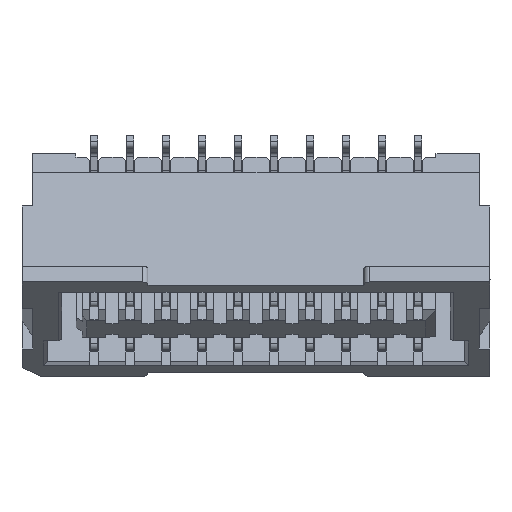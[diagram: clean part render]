
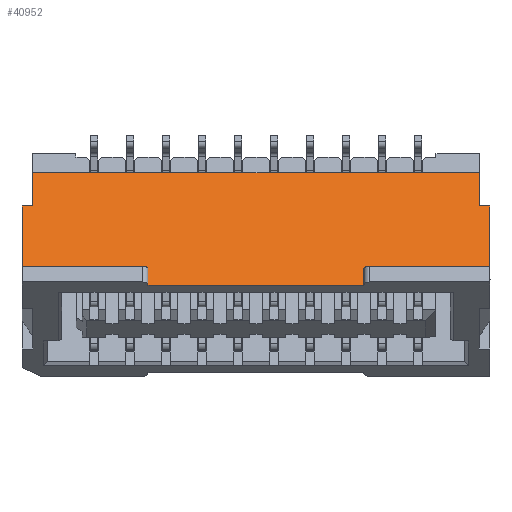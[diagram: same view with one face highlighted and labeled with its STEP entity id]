
A CAD part, left-side view. The second image highlights one B-rep face of the part: STEP entity #40952.
In plain terms, the highlighted planar face has unit normal (-0.882, 0, 0.471).
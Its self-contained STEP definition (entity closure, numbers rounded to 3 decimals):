
#396 = CARTESIAN_POINT ( 'NONE',  ( 4.924, -2.19, 0.639 ) ) ;
#481 = DIRECTION ( 'NONE',  ( -0.471, 0., -0.882 ) ) ;
#529 = VECTOR ( 'NONE', #61459, 1000. ) ;
#1066 = CARTESIAN_POINT ( 'NONE',  ( 3.982, 1., -1.125 ) ) ;
#2465 = DIRECTION ( 'NONE',  ( 0., -1., 0. ) ) ;
#2606 = CARTESIAN_POINT ( 'NONE',  ( 5.453, 2.6, 1.627 ) ) ;
#3174 = VERTEX_POINT ( 'NONE', #10325 ) ;
#3182 = VERTEX_POINT ( 'NONE', #1066 ) ;
#3248 = VECTOR ( 'NONE', #35182, 1000. ) ;
#3458 = ORIENTED_EDGE ( 'NONE', *, *, #40700, .F. ) ;
#3850 = CARTESIAN_POINT ( 'NONE',  ( 3.982, 7., -1.125 ) ) ;
#4651 = ORIENTED_EDGE ( 'NONE', *, *, #22898, .F. ) ;
#4666 = CARTESIAN_POINT ( 'NONE',  ( 3.982, 1., -1.125 ) ) ;
#5621 = ORIENTED_EDGE ( 'NONE', *, *, #20482, .F. ) ;
#6243 = DIRECTION ( 'NONE',  ( 0., -1., 0. ) ) ;
#7273 = DIRECTION ( 'NONE',  ( 0., -1., 0. ) ) ;
#7295 = ORIENTED_EDGE ( 'NONE', *, *, #42184, .F. ) ;
#7820 = ORIENTED_EDGE ( 'NONE', *, *, #47316, .F. ) ;
#8867 = CARTESIAN_POINT ( 'NONE',  ( 3.706, -2.2, -1.641 ) ) ;
#9559 = VERTEX_POINT ( 'NONE', #56614 ) ;
#10325 = CARTESIAN_POINT ( 'NONE',  ( 3.982, -2.5, -1.125 ) ) ;
#18019 = CARTESIAN_POINT ( 'NONE',  ( 3.746, 7., -1.566 ) ) ;
#18074 = LINE ( 'NONE', #42538, #61099 ) ;
#19057 = CARTESIAN_POINT ( 'NONE',  ( 3.706, 10.2, -1.641 ) ) ;
#19379 = ORIENTED_EDGE ( 'NONE', *, *, #63806, .F. ) ;
#19804 = CARTESIAN_POINT ( 'NONE',  ( 3.982, 10.5, -1.125 ) ) ;
#20482 = EDGE_CURVE ( 'NONE', #44279, #9559, #38343, .T. ) ;
#20813 = CARTESIAN_POINT ( 'NONE',  ( 4.924, 10.5, 0.639 ) ) ;
#22022 = ORIENTED_EDGE ( 'NONE', *, *, #35653, .T. ) ;
#22304 = AXIS2_PLACEMENT_3D ( 'NONE', #2606, #26197, #7273 ) ;
#22473 = LINE ( 'NONE', #27541, #23440 ) ;
#22835 = FACE_OUTER_BOUND ( 'NONE', #61999, .T. ) ;
#22898 = EDGE_CURVE ( 'NONE', #27121, #48810, #18074, .T. ) ;
#23440 = VECTOR ( 'NONE', #31759, 1000. ) ;
#24317 = CARTESIAN_POINT ( 'NONE',  ( 3.746, 1., -1.566 ) ) ;
#26022 = CARTESIAN_POINT ( 'NONE',  ( 4.924, 10.19, 0.639 ) ) ;
#26197 = DIRECTION ( 'NONE',  ( 0.882, 0., -0.471 ) ) ;
#26899 = LINE ( 'NONE', #19057, #48086 ) ;
#26970 = ORIENTED_EDGE ( 'NONE', *, *, #41679, .F. ) ;
#27006 = EDGE_CURVE ( 'NONE', #50083, #44279, #33447, .T. ) ;
#27121 = VERTEX_POINT ( 'NONE', #19804 ) ;
#27163 = DIRECTION ( 'NONE',  ( 0., 1., 0. ) ) ;
#27541 = CARTESIAN_POINT ( 'NONE',  ( 3.982, 7., -1.125 ) ) ;
#28441 = LINE ( 'NONE', #4666, #29190 ) ;
#29190 = VECTOR ( 'NONE', #481, 1000. ) ;
#31524 = LINE ( 'NONE', #51625, #52596 ) ;
#31759 = DIRECTION ( 'NONE',  ( -0.471, 0., -0.882 ) ) ;
#32028 = EDGE_CURVE ( 'NONE', #50407, #49819, #22473, .T. ) ;
#32152 = LINE ( 'NONE', #36117, #53990 ) ;
#32176 = EDGE_CURVE ( 'NONE', #9559, #3174, #47356, .T. ) ;
#33447 = LINE ( 'NONE', #8867, #54099 ) ;
#35146 = VERTEX_POINT ( 'NONE', #38127 ) ;
#35182 = DIRECTION ( 'NONE',  ( -0.471, 0., -0.882 ) ) ;
#35653 = EDGE_CURVE ( 'NONE', #49819, #52910, #32152, .T. ) ;
#36117 = CARTESIAN_POINT ( 'NONE',  ( 3.746, 1., -1.566 ) ) ;
#36698 = CARTESIAN_POINT ( 'NONE',  ( 5.419, -2.2, 1.565 ) ) ;
#36825 = LINE ( 'NONE', #62052, #37047 ) ;
#37047 = VECTOR ( 'NONE', #63348, 1000. ) ;
#38127 = CARTESIAN_POINT ( 'NONE',  ( 5.419, 10.2, 1.565 ) ) ;
#38138 = VECTOR ( 'NONE', #54802, 1000. ) ;
#38343 = LINE ( 'NONE', #396, #38138 ) ;
#40700 = EDGE_CURVE ( 'NONE', #35146, #50083, #64300, .T. ) ;
#40952 = ADVANCED_FACE ( 'NONE', ( #22835 ), #57448, .F. ) ;
#41031 = VECTOR ( 'NONE', #2465, 1000. ) ;
#41679 = EDGE_CURVE ( 'NONE', #3182, #52910, #28441, .T. ) ;
#42184 = EDGE_CURVE ( 'NONE', #3174, #3182, #36825, .T. ) ;
#42391 = LINE ( 'NONE', #26022, #529 ) ;
#42538 = CARTESIAN_POINT ( 'NONE',  ( 4.948, 10.5, 0.683 ) ) ;
#43817 = CARTESIAN_POINT ( 'NONE',  ( 5.419, -2.288, 1.565 ) ) ;
#43901 = CARTESIAN_POINT ( 'NONE',  ( 4.924, -2.2, 0.639 ) ) ;
#44279 = VERTEX_POINT ( 'NONE', #43901 ) ;
#46305 = ORIENTED_EDGE ( 'NONE', *, *, #27006, .F. ) ;
#47316 = EDGE_CURVE ( 'NONE', #50407, #27121, #31524, .T. ) ;
#47356 = LINE ( 'NONE', #50403, #3248 ) ;
#47582 = ORIENTED_EDGE ( 'NONE', *, *, #64415, .F. ) ;
#48066 = ORIENTED_EDGE ( 'NONE', *, *, #32176, .F. ) ;
#48086 = VECTOR ( 'NONE', #49036, 1000. ) ;
#48810 = VERTEX_POINT ( 'NONE', #20813 ) ;
#49036 = DIRECTION ( 'NONE',  ( 0.471, 0., 0.882 ) ) ;
#49819 = VERTEX_POINT ( 'NONE', #18019 ) ;
#50083 = VERTEX_POINT ( 'NONE', #36698 ) ;
#50203 = VERTEX_POINT ( 'NONE', #54530 ) ;
#50403 = CARTESIAN_POINT ( 'NONE',  ( 4.948, -2.5, 0.683 ) ) ;
#50407 = VERTEX_POINT ( 'NONE', #3850 ) ;
#51625 = CARTESIAN_POINT ( 'NONE',  ( 3.982, -2.6, -1.125 ) ) ;
#52596 = VECTOR ( 'NONE', #27163, 1000. ) ;
#52910 = VERTEX_POINT ( 'NONE', #24317 ) ;
#53990 = VECTOR ( 'NONE', #6243, 1000. ) ;
#53999 = DIRECTION ( 'NONE',  ( -0.471, 0., -0.882 ) ) ;
#54099 = VECTOR ( 'NONE', #53999, 1000. ) ;
#54530 = CARTESIAN_POINT ( 'NONE',  ( 4.924, 10.2, 0.639 ) ) ;
#54802 = DIRECTION ( 'NONE',  ( 0., -1., 0. ) ) ;
#56614 = CARTESIAN_POINT ( 'NONE',  ( 4.924, -2.5, 0.639 ) ) ;
#57448 = PLANE ( 'NONE',  #22304 ) ;
#61099 = VECTOR ( 'NONE', #64137, 1000. ) ;
#61459 = DIRECTION ( 'NONE',  ( 0., -1., 0. ) ) ;
#61571 = ORIENTED_EDGE ( 'NONE', *, *, #32028, .T. ) ;
#61999 = EDGE_LOOP ( 'NONE', ( #3458, #47582, #19379, #4651, #7820, #61571, #22022, #26970, #7295, #48066, #5621, #46305 ) ) ;
#62052 = CARTESIAN_POINT ( 'NONE',  ( 3.982, -2.6, -1.125 ) ) ;
#63348 = DIRECTION ( 'NONE',  ( 0., 1., 0. ) ) ;
#63806 = EDGE_CURVE ( 'NONE', #48810, #50203, #42391, .T. ) ;
#64137 = DIRECTION ( 'NONE',  ( 0.471, 0., 0.882 ) ) ;
#64300 = LINE ( 'NONE', #43817, #41031 ) ;
#64415 = EDGE_CURVE ( 'NONE', #50203, #35146, #26899, .T. ) ;
